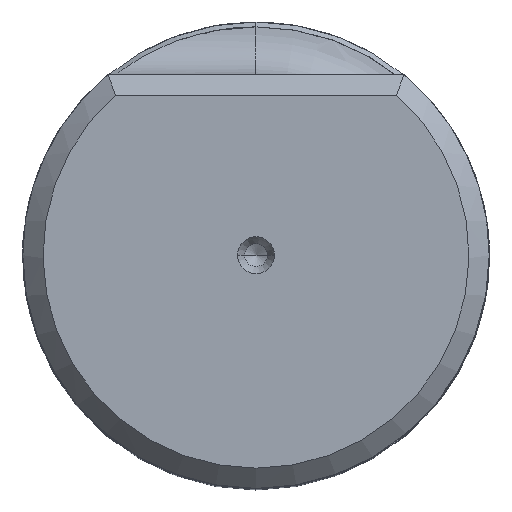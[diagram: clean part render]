
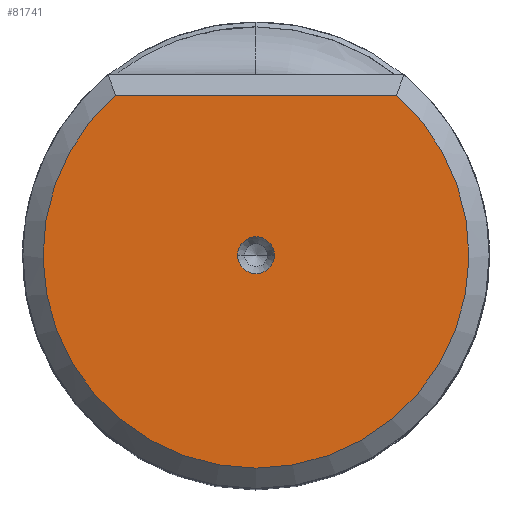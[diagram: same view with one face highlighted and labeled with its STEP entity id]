
A CAD part, top view. The second image highlights one B-rep face of the part: STEP entity #81741.
In plain terms, the highlighted planar face has unit normal (0, 0, 1).
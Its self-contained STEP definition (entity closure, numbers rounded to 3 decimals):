
#46324=CARTESIAN_POINT('',(-15.281,17.41,
0.));
#46334=CARTESIAN_POINT('',(0.,0.,
0.));
#46335=DIRECTION('',(0.,0.,1.));
#46336=DIRECTION('',(-0.66,0.752,0.));
#46337=AXIS2_PLACEMENT_3D('',#46334,#46335,#46336);
#46342=CARTESIAN_POINT('',(0.,0.,
0.));
#46343=DIRECTION('',(0.,0.,1.));
#46344=DIRECTION('',(0.,-1.,0.));
#46345=AXIS2_PLACEMENT_3D('',#46342,#46343,#46344);
#46350=CARTESIAN_POINT('',(0.,0.,
0.));
#46351=DIRECTION('',(0.,0.,-1.));
#46352=DIRECTION('',(-1.,0.,0.));
#46353=AXIS2_PLACEMENT_3D('',#46350,#46351,#46352);
#46358=CARTESIAN_POINT('',(0.,0.,
0.));
#46359=DIRECTION('',(0.,0.,-1.));
#46360=DIRECTION('',(1.,0.,0.));
#46361=AXIS2_PLACEMENT_3D('',#46358,#46359,#46360);
#46373=DIRECTION('',(1.,0.,0.));
#46374=VECTOR('',#46373,30.562);
#46375=CARTESIAN_POINT('',(-15.281,17.41,
0.));
#46376=LINE('',#46375,#46374);
#55720=VERTEX_POINT('',#46324);
#55721=CARTESIAN_POINT('',(15.281,17.41,
0.));
#55722=VERTEX_POINT('',#55721);
#55723=CARTESIAN_POINT('',(0.,-23.165,0.));
#55724=VERTEX_POINT('',#55723);
#55743=CARTESIAN_POINT('',(-2.,0.,0.));
#55744=CARTESIAN_POINT('',(2.,0.,0.));
#55745=VERTEX_POINT('',#55743);
#55746=VERTEX_POINT('',#55744);
#81724=CARTESIAN_POINT('',(0.,-2.877,0.));
#81725=DIRECTION('',(0.,0.,1.));
#81726=DIRECTION('',(0.,-1.,0.));
#81727=AXIS2_PLACEMENT_3D('',#81724,#81725,#81726);
#81728=PLANE('',#81727);
#81729=ORIENTED_EDGE('',*,*,#81719,.F.);
#81731=ORIENTED_EDGE('',*,*,#81730,.T.);
#81732=ORIENTED_EDGE('',*,*,#81709,.F.);
#81733=EDGE_LOOP('',(#81729,#81731,#81732));
#81734=FACE_OUTER_BOUND('',#81733,.F.);
#81736=ORIENTED_EDGE('',*,*,#81735,.F.);
#81738=ORIENTED_EDGE('',*,*,#81737,.F.);
#81739=EDGE_LOOP('',(#81736,#81738));
#81740=FACE_BOUND('',#81739,.F.);
#46338=CIRCLE('',#46337,23.165);
#46346=CIRCLE('',#46345,23.165);
#46354=CIRCLE('',#46353,2.);
#46362=CIRCLE('',#46361,2.);
#81709=EDGE_CURVE('',#55724,#55722,#46346,.T.);
#81719=EDGE_CURVE('',#55720,#55724,#46338,.T.);
#81730=EDGE_CURVE('',#55720,#55722,#46376,.T.);
#81735=EDGE_CURVE('',#55745,#55746,#46354,.T.);
#81737=EDGE_CURVE('',#55746,#55745,#46362,.T.);
#81741=ADVANCED_FACE('',(#81734,#81740),#81728,.T.);
